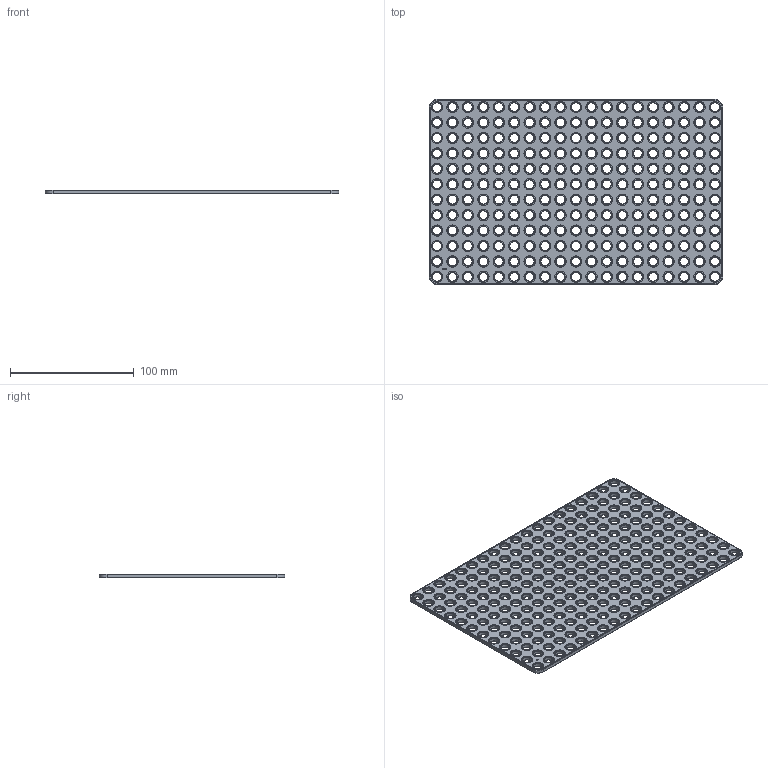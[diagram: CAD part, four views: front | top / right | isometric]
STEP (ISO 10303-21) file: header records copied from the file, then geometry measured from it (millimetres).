
FILE_DESCRIPTION(('FreeCAD Model'),'2;1');
FILE_NAME('Open CASCADE Shape Model','2024-10-09T00:26:12',(''),(''), 'Open CASCADE STEP processor 7.7','FreeCAD','Unknown');
FILE_SCHEMA(('AUTOMOTIVE_DESIGN { 1 0 10303 214 1 1 1 1 }'));
Length unit declared in the file: millimetre
Products named in the file (1): Plate RCT CRNR BU19x12x00.25 - SPN-PLT-0231 (stemfie.org)
Bounding box: 237.5 x 150 x 3.12 mm (x, y, z)
Volume: 79305.1 mm3; surface area: 71184.1 mm2
Topology: 1 solids, 1 shells, 1631 faces, 3638 edges, 2268 vertices
Faces by surface type: plane 559, cylinder 464, cone 464, extrusion 144
Full cylindrical faces by diameter (mm): 7 x228, 9.2 x228
Entity records: 46493 total; most frequent: CARTESIAN_POINT 8705, DIRECTION 7862, ORIENTED_EDGE 7276, EDGE_CURVE 3638, AXIS2_PLACEMENT_3D 2880, FACE_BOUND 2346, EDGE_LOOP 2346, VERTEX_POINT 2268
